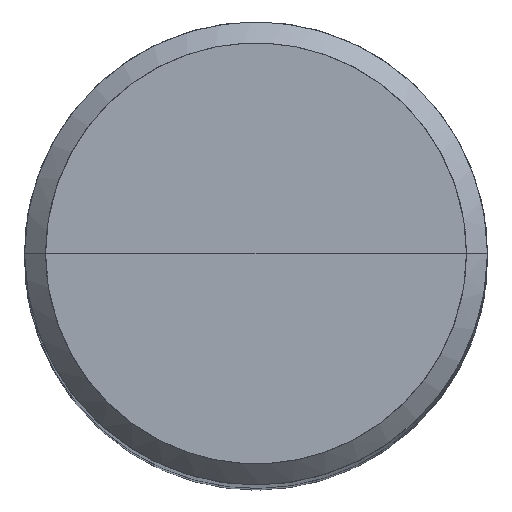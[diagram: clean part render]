
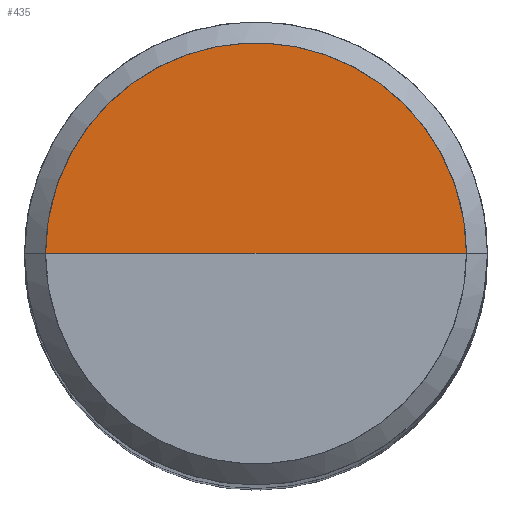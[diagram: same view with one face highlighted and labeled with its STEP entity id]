
A CAD part, top view. The second image highlights one B-rep face of the part: STEP entity #435.
In plain terms, the highlighted free-form (B-spline) face has degree [1, 2] with [2, 5] control points.
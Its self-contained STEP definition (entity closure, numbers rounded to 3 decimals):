
#83=CARTESIAN_POINT('',(-5.,0.,43.));
#87=CARTESIAN_POINT('',(5.,0.,43.));
#88=CARTESIAN_POINT('',(0.,0.,43.));
#101=CARTESIAN_POINT('',(5.,5.,43.));
#102=CARTESIAN_POINT('',(0.,5.,43.));
#103=CARTESIAN_POINT('',(-5.,5.,43.));
#420=(
BOUNDED_SURFACE()
B_SPLINE_SURFACE(1,2,(
(#87,#101,#102,#103,#83),
(#88,#88,#88,#88,#88)
), .UNSPECIFIED.,.F.,.F.,.F.)
B_SPLINE_SURFACE_WITH_KNOTS((2,2),(3,2,3),(
0.,1.),(
0.,0.5,1.), .UNSPECIFIED.)
GEOMETRIC_REPRESENTATION_ITEM()
RATIONAL_B_SPLINE_SURFACE(((1.,0.707,1.,0.707,1.),
(1.,0.707,1.,0.707,1.)
))
REPRESENTATION_ITEM('')
SURFACE()
);
#421=(
BOUNDED_CURVE()
B_SPLINE_CURVE(2,(#83,#103,#102,#101,#87),.UNSPECIFIED.,.F.,.F.)
B_SPLINE_CURVE_WITH_KNOTS((3,2,3),
(0.,0.5,1.),.UNSPECIFIED.)
CURVE()
GEOMETRIC_REPRESENTATION_ITEM()
RATIONAL_B_SPLINE_CURVE((1.,0.707,1.,0.707,1.))
REPRESENTATION_ITEM('')
);
#422=(
BOUNDED_CURVE()
B_SPLINE_CURVE(1,(#87,#88),.UNSPECIFIED.,.F.,.F.)
B_SPLINE_CURVE_WITH_KNOTS((2,2),
(0.,1.),.UNSPECIFIED.)
CURVE()
GEOMETRIC_REPRESENTATION_ITEM()
RATIONAL_B_SPLINE_CURVE((1.,1.))
REPRESENTATION_ITEM('')
);
#423=(
BOUNDED_CURVE()
B_SPLINE_CURVE(1,(#88,#83),.UNSPECIFIED.,.F.,.F.)
B_SPLINE_CURVE_WITH_KNOTS((2,2),
(0.,1.),.UNSPECIFIED.)
CURVE()
GEOMETRIC_REPRESENTATION_ITEM()
RATIONAL_B_SPLINE_CURVE((1.,1.))
REPRESENTATION_ITEM('')
);
#424=VERTEX_POINT('',#83);
#425=VERTEX_POINT('',#87);
#426=VERTEX_POINT('',#88);
#427=EDGE_CURVE('',#424,#425,#421,.T.);
#428=EDGE_CURVE('',#425,#426,#422,.T.);
#429=EDGE_CURVE('',#426,#424,#423,.T.);
#430=ORIENTED_EDGE('',*,*,#427,.T.);
#431=ORIENTED_EDGE('',*,*,#428,.T.);
#432=ORIENTED_EDGE('',*,*,#429,.T.);
#433=EDGE_LOOP('',(#430,#431,#432));
#434=FACE_OUTER_BOUND('',#433,.T.);
#435=ADVANCED_FACE('',(#434),#420,.T.);
